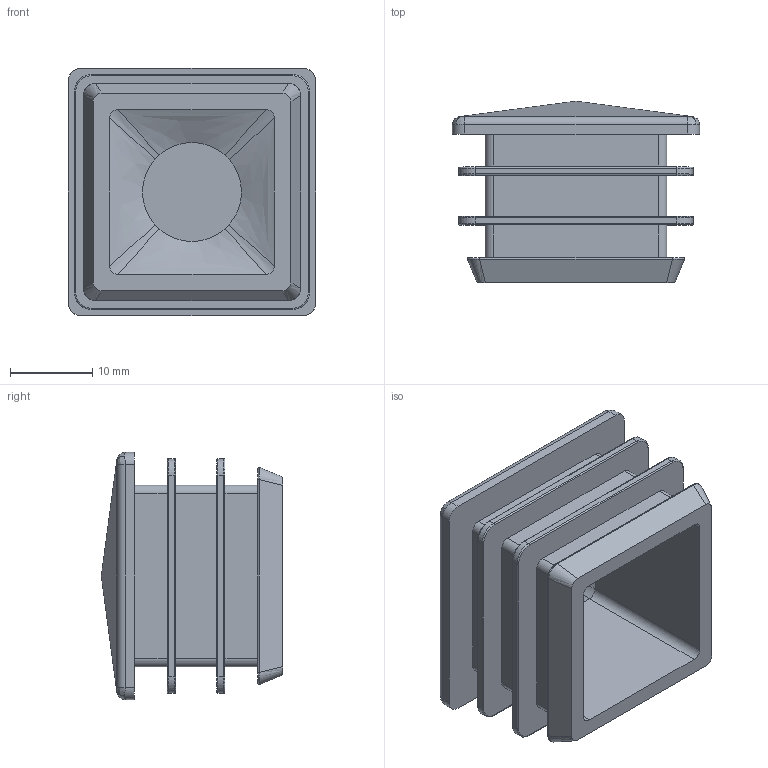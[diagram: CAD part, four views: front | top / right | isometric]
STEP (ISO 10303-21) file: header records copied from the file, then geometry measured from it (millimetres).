
FILE_DESCRIPTION(/* description */ (''),/* implementation_level */ '2;1');
FILE_NAME(/* name */ 'PR4-3030-1040.stp',/* time_stamp */ '2024-08-13T12:16:04+09:00',/* author */ ('user'),/* organization */ (''),/* preprocessor_version */ 'ST-DEVELOPER v15.6',/* originating_system */ 'Autodesk Inventor 2015',/* authorisation */ '');
FILE_SCHEMA (('AUTOMOTIVE_DESIGN { 1 0 10303 214 3 1 1 }'));
Length unit declared in the file: millimetre
Products named in the file (1): PR4-3030-1040
Bounding box: 30 x 22 x 30 mm (x, y, z)
Volume: 4514.6 mm3; surface area: 6665.5 mm2
Topology: 1 solids, 1 shells, 136 faces, 320 edges, 193 vertices
Faces by surface type: cylinder 52, plane 44, bspline 24, torus 16
Entity records: 4436 total; most frequent: CARTESIAN_POINT 1282, DIRECTION 678, ORIENTED_EDGE 640, EDGE_CURVE 320, AXIS2_PLACEMENT_3D 257, VERTEX_POINT 193, LINE 164, VECTOR 164
